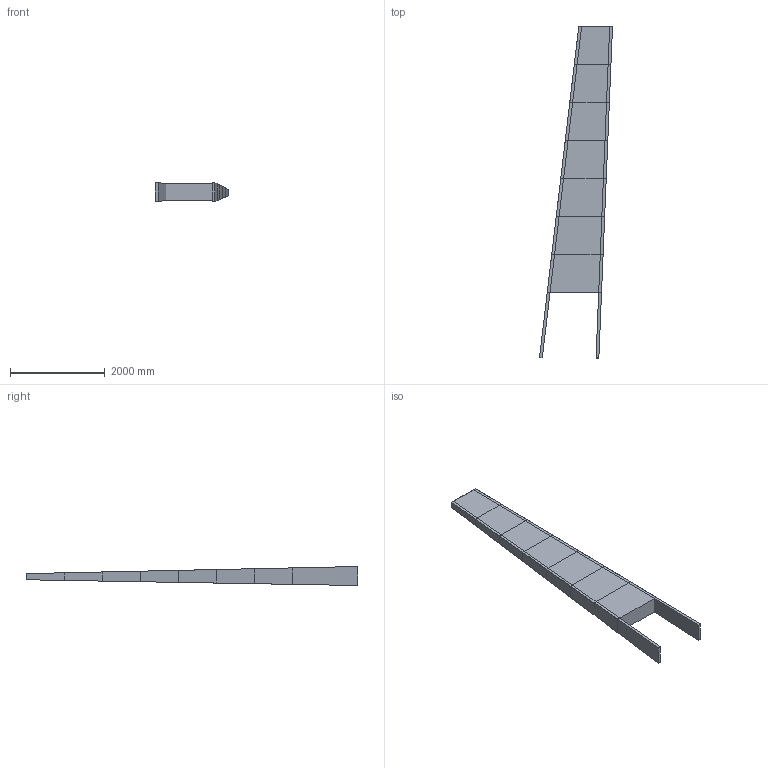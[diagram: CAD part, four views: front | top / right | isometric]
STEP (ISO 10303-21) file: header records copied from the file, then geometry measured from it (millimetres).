
FILE_DESCRIPTION(/* description */ ('STEP AP214'),/* implementation_level */ '2;1');
FILE_NAME(/* name */ '6673a7eaf28c3975dbb7ae9a',/* time_stamp */ '2024-06-20T03:54:19Z',/* author */ (''),/* organization */ (''),/* preprocessor_version */ 'ST-DEVELOPER v20',/* originating_system */ ' ',/* authorisation */ ' ');
FILE_SCHEMA (('AUTOMOTIVE_DESIGN {1 0 10303 214 3 1 1}'));
Length unit declared in the file: metre
Products named in the file (73): Curve 29; Part 2; Surface 42; Part 1; Surface 41; box_bottom; box_fwd; box_aft; box_top; Surface 32; Curve 28; Curve 27; Curve 26; Curve 25; Surface 27; Curve 24; Curve 23; Curve 22; Curve 21; Surface 22; Curve 20; Curve 19; Curve 18; Curve 17; Surface 17; Curve 16; Curve 15; Curve 14; Curve 13; Surface 12; Curve 12; Curve 11; Curve 10; Curve 9; Surface 7; Curve 8; Curve 7; Curve 6; Curve 5; Surface 2 ...
Bounding box: 1544.7 x 7023.83 x 401.64 mm (x, y, z)
Volume: 224074199.5 mm3; surface area: 28093123.7 mm2
Topology: 2 solids, 44 shells, 54 faces, 221 edges, 242 vertices
Faces by surface type: plane 54
Entity records: 4562 total; most frequent: CARTESIAN_POINT 532, DIRECTION 475, LINE 221, VECTOR 221, ORIENTED_EDGE 216, EDGE_CURVE 192, VERTEX_POINT 184, AXIS2_PLACEMENT_3D 127
